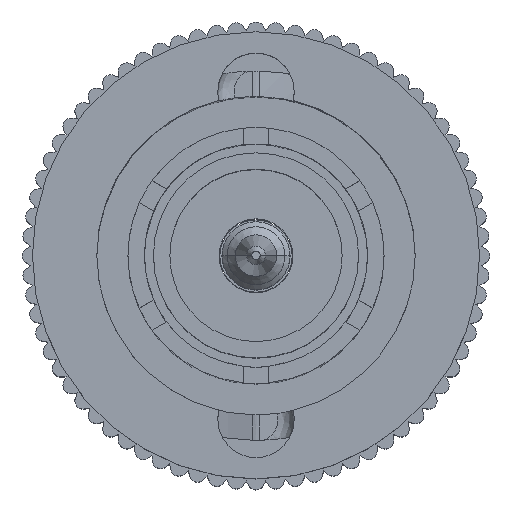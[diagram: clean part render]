
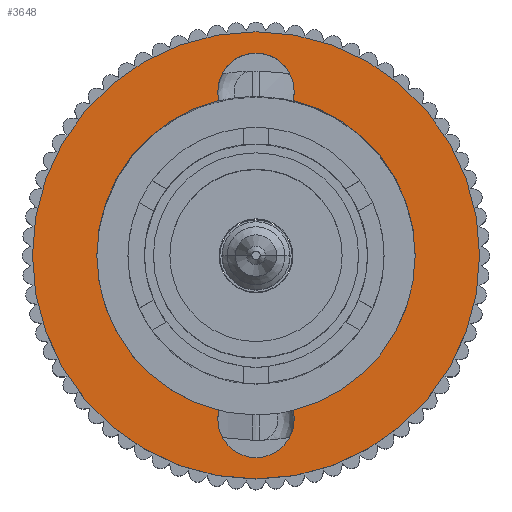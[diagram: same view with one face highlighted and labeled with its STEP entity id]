
A CAD part, top view. The second image highlights one B-rep face of the part: STEP entity #3648.
In plain terms, the highlighted planar face has unit normal (0, 0, 1).
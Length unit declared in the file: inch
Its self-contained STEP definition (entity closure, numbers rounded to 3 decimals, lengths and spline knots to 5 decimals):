
#997 = DIRECTION ( 'NONE',  ( 1., 0., 0. ) ) ;
#998 = DIRECTION ( 'NONE',  ( 0., 0., 1. ) ) ;
#1000 = CARTESIAN_POINT ( 'NONE',  ( 0., 0., 0. ) ) ;
#1001 = AXIS2_PLACEMENT_3D ( 'NONE', #1000, #998, #997 ) ;
#1002 = CIRCLE ( 'NONE', #1001, 0.194 ) ;
#3608 = EDGE_LOOP ( 'NONE', ( #3621, #3670, #3641, #3655, #3646, #3645, #3706, #3696, #3678, #3702 ) ) ;
#3621 = ORIENTED_EDGE ( 'NONE', *, *, #9512, .F. ) ;
#3641 = ORIENTED_EDGE ( 'NONE', *, *, #11263, .F. ) ;
#3645 = ORIENTED_EDGE ( 'NONE', *, *, #11247, .F. ) ;
#3646 = ORIENTED_EDGE ( 'NONE', *, *, #11186, .F. ) ;
#3648 = ADVANCED_FACE ( 'NONE', ( #4155, #4172 ), #4102, .T. ) ;
#3654 = EDGE_CURVE ( 'NONE', #11182, #11272, #4211, .T. ) ;
#3655 = ORIENTED_EDGE ( 'NONE', *, *, #3654, .F. ) ;
#3670 = ORIENTED_EDGE ( 'NONE', *, *, #11154, .F. ) ;
#3678 = ORIENTED_EDGE ( 'NONE', *, *, #3691, .F. ) ;
#3681 = ORIENTED_EDGE ( 'NONE', *, *, #11593, .T. ) ;
#3687 = EDGE_LOOP ( 'NONE', ( #3681, #3705 ) ) ;
#3691 = EDGE_CURVE ( 'NONE', #11213, #11344, #4122, .T. ) ;
#3696 = ORIENTED_EDGE ( 'NONE', *, *, #11330, .F. ) ;
#3702 = ORIENTED_EDGE ( 'NONE', *, *, #11194, .F. ) ;
#3703 = EDGE_CURVE ( 'NONE', #11699, #11594, #4051, .T. ) ;
#3705 = ORIENTED_EDGE ( 'NONE', *, *, #3703, .T. ) ;
#3706 = ORIENTED_EDGE ( 'NONE', *, *, #11236, .F. ) ;
#4033 = DIRECTION ( 'NONE',  ( -1., 0., 0. ) ) ;
#4034 = DIRECTION ( 'NONE',  ( 0., 0., 1. ) ) ;
#4047 = CARTESIAN_POINT ( 'NONE',  ( 0., 0., 0. ) ) ;
#4050 = AXIS2_PLACEMENT_3D ( 'NONE', #4047, #4126, #4125 ) ;
#4051 = CIRCLE ( 'NONE', #4050, 0.2725 ) ;
#4066 = AXIS2_PLACEMENT_3D ( 'NONE', #4114, #4034, #4033 ) ;
#4102 = PLANE ( 'NONE',  #4171 ) ;
#4114 = CARTESIAN_POINT ( 'NONE',  ( 0., 0.2, 0. ) ) ;
#4118 = DIRECTION ( 'NONE',  ( 1., 0., 0. ) ) ;
#4119 = DIRECTION ( 'NONE',  ( 0., 0., 1. ) ) ;
#4120 = CARTESIAN_POINT ( 'NONE',  ( 0., -0.2, 0. ) ) ;
#4121 = AXIS2_PLACEMENT_3D ( 'NONE', #4120, #4119, #4118 ) ;
#4122 = CIRCLE ( 'NONE', #4121, 0.0465 ) ;
#4125 = DIRECTION ( 'NONE',  ( 1., 0., 0. ) ) ;
#4126 = DIRECTION ( 'NONE',  ( 0., 0., 1. ) ) ;
#4153 = DIRECTION ( 'NONE',  ( 1., 0., 0. ) ) ;
#4155 = FACE_BOUND ( 'NONE', #3608, .T. ) ;
#4171 = AXIS2_PLACEMENT_3D ( 'NONE', #4188, #4187, #4153 ) ;
#4172 = FACE_OUTER_BOUND ( 'NONE', #3687, .T. ) ;
#4187 = DIRECTION ( 'NONE',  ( 0., 0., 1. ) ) ;
#4188 = CARTESIAN_POINT ( 'NONE',  ( 0.2725, 0., 0. ) ) ;
#4211 = CIRCLE ( 'NONE', #4066, 0.0465 ) ;
#5072 = CARTESIAN_POINT ( 'NONE',  ( -0.2725, 0., 0. ) ) ;
#5795 = DIRECTION ( 'NONE',  ( 0., 0., 1. ) ) ;
#5867 = CARTESIAN_POINT ( 'NONE',  ( 0., 0., 0. ) ) ;
#5868 = CIRCLE ( 'NONE', #5909, 0.2725 ) ;
#5869 = CARTESIAN_POINT ( 'NONE',  ( 0.2725, 0., 0. ) ) ;
#5908 = DIRECTION ( 'NONE',  ( 1., 0., 0. ) ) ;
#5909 = AXIS2_PLACEMENT_3D ( 'NONE', #5867, #5795, #5908 ) ;
#9512 = EDGE_CURVE ( 'NONE', #11155, #11212, #1002, .T. ) ;
#11143 = VERTEX_POINT ( 'NONE', #12406 ) ;
#11144 = VERTEX_POINT ( 'NONE', #12385 ) ;
#11154 = EDGE_CURVE ( 'NONE', #11200, #11155, #12482, .T. ) ;
#11155 = VERTEX_POINT ( 'NONE', #12465 ) ;
#11182 = VERTEX_POINT ( 'NONE', #12606 ) ;
#11186 = EDGE_CURVE ( 'NONE', #11144, #11182, #12629, .T. ) ;
#11194 = EDGE_CURVE ( 'NONE', #11212, #11213, #12567, .T. ) ;
#11200 = VERTEX_POINT ( 'NONE', #12598 ) ;
#11212 = VERTEX_POINT ( 'NONE', #12661 ) ;
#11213 = VERTEX_POINT ( 'NONE', #12622 ) ;
#11236 = EDGE_CURVE ( 'NONE', #11331, #11143, #12641, .T. ) ;
#11247 = EDGE_CURVE ( 'NONE', #11143, #11144, #12731, .T. ) ;
#11263 = EDGE_CURVE ( 'NONE', #11272, #11200, #12813, .T. ) ;
#11272 = VERTEX_POINT ( 'NONE', #12795 ) ;
#11330 = EDGE_CURVE ( 'NONE', #11344, #11331, #12764, .T. ) ;
#11331 = VERTEX_POINT ( 'NONE', #12767 ) ;
#11344 = VERTEX_POINT ( 'NONE', #12751 ) ;
#11593 = EDGE_CURVE ( 'NONE', #11594, #11699, #5868, .T. ) ;
#11594 = VERTEX_POINT ( 'NONE', #5869 ) ;
#11699 = VERTEX_POINT ( 'NONE', #5072 ) ;
#12385 = CARTESIAN_POINT ( 'NONE',  ( 0.194, 0., 0. ) ) ;
#12406 = CARTESIAN_POINT ( 'NONE',  ( 0.0451, -0.18868, 0. ) ) ;
#12462 = DIRECTION ( 'NONE',  ( 0., 0., 1. ) ) ;
#12463 = CARTESIAN_POINT ( 'NONE',  ( 0., 0.2, 0. ) ) ;
#12465 = CARTESIAN_POINT ( 'NONE',  ( -0.0451, 0.18868, 0. ) ) ;
#12466 = DIRECTION ( 'NONE',  ( -1., 0., 0. ) ) ;
#12481 = AXIS2_PLACEMENT_3D ( 'NONE', #12463, #12462, #12466 ) ;
#12482 = CIRCLE ( 'NONE', #12481, 0.0465 ) ;
#12563 = DIRECTION ( 'NONE',  ( 1., 0., 0. ) ) ;
#12564 = DIRECTION ( 'NONE',  ( 0., 0., 1. ) ) ;
#12565 = CARTESIAN_POINT ( 'NONE',  ( 0., 0., 0. ) ) ;
#12566 = AXIS2_PLACEMENT_3D ( 'NONE', #12565, #12564, #12563 ) ;
#12567 = CIRCLE ( 'NONE', #12566, 0.194 ) ;
#12598 = CARTESIAN_POINT ( 'NONE',  ( -0.0465, 0.2, 0. ) ) ;
#12606 = CARTESIAN_POINT ( 'NONE',  ( 0.0451, 0.18868, 0. ) ) ;
#12622 = CARTESIAN_POINT ( 'NONE',  ( -0.0451, -0.18868, 0. ) ) ;
#12625 = DIRECTION ( 'NONE',  ( 1., 0., 0. ) ) ;
#12626 = DIRECTION ( 'NONE',  ( 0., 0., 1. ) ) ;
#12627 = CARTESIAN_POINT ( 'NONE',  ( 0., 0., 0. ) ) ;
#12628 = AXIS2_PLACEMENT_3D ( 'NONE', #12627, #12626, #12625 ) ;
#12629 = CIRCLE ( 'NONE', #12628, 0.194 ) ;
#12641 = CIRCLE ( 'NONE', #12657, 0.0465 ) ;
#12654 = DIRECTION ( 'NONE',  ( 1., 0., 0. ) ) ;
#12655 = DIRECTION ( 'NONE',  ( 0., 0., 1. ) ) ;
#12656 = CARTESIAN_POINT ( 'NONE',  ( 0., -0.2, 0. ) ) ;
#12657 = AXIS2_PLACEMENT_3D ( 'NONE', #12656, #12655, #12654 ) ;
#12661 = CARTESIAN_POINT ( 'NONE',  ( -0.194, 0., 0. ) ) ;
#12708 = CARTESIAN_POINT ( 'NONE',  ( 0., -0.2, 0. ) ) ;
#12728 = DIRECTION ( 'NONE',  ( 1., 0., 0. ) ) ;
#12729 = DIRECTION ( 'NONE',  ( 0., 0., 1. ) ) ;
#12730 = AXIS2_PLACEMENT_3D ( 'NONE', #12765, #12729, #12728 ) ;
#12731 = CIRCLE ( 'NONE', #12730, 0.194 ) ;
#12751 = CARTESIAN_POINT ( 'NONE',  ( -0.0465, -0.2, 0. ) ) ;
#12761 = DIRECTION ( 'NONE',  ( 1., 0., 0. ) ) ;
#12762 = DIRECTION ( 'NONE',  ( 0., 0., 1. ) ) ;
#12763 = AXIS2_PLACEMENT_3D ( 'NONE', #12708, #12762, #12761 ) ;
#12764 = CIRCLE ( 'NONE', #12763, 0.0465 ) ;
#12765 = CARTESIAN_POINT ( 'NONE',  ( 0., 0., 0. ) ) ;
#12767 = CARTESIAN_POINT ( 'NONE',  ( 0.0465, -0.2, 0. ) ) ;
#12795 = CARTESIAN_POINT ( 'NONE',  ( 0.0465, 0.2, 0. ) ) ;
#12809 = DIRECTION ( 'NONE',  ( -1., 0., 0. ) ) ;
#12810 = DIRECTION ( 'NONE',  ( 0., 0., 1. ) ) ;
#12811 = CARTESIAN_POINT ( 'NONE',  ( 0., 0.2, 0. ) ) ;
#12812 = AXIS2_PLACEMENT_3D ( 'NONE', #12811, #12810, #12809 ) ;
#12813 = CIRCLE ( 'NONE', #12812, 0.0465 ) ;
